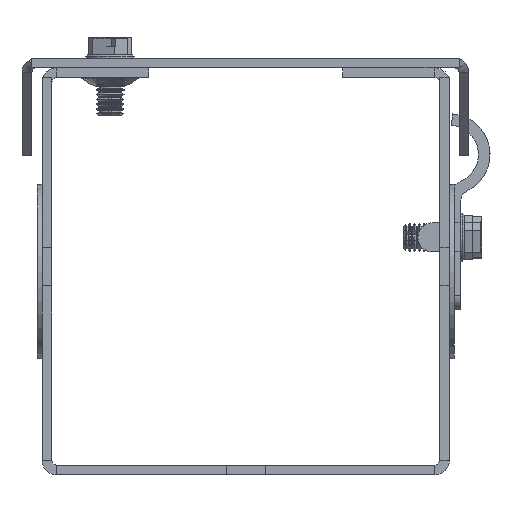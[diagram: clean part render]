
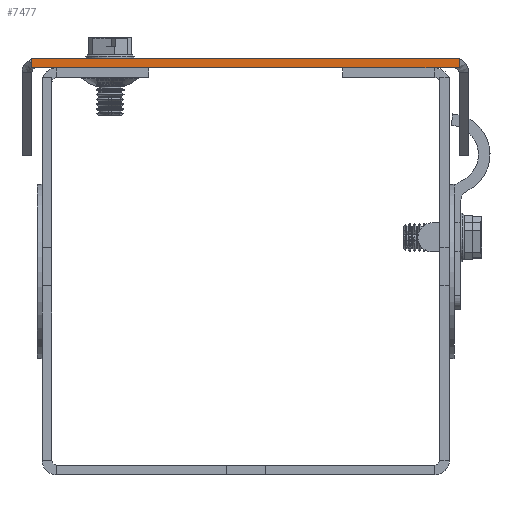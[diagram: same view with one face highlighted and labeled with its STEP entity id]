
A CAD part, left-side view. The second image highlights one B-rep face of the part: STEP entity #7477.
In plain terms, the highlighted face is planar.
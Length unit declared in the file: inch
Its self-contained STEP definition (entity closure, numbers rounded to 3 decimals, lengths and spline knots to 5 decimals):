
#650=LINE('',#12257,#1195);
#659=LINE('',#12275,#1204);
#678=LINE('',#12314,#1223);
#680=LINE('',#12319,#1225);
#1195=VECTOR('',#9870,2.755);
#1204=VECTOR('',#9887,2.755);
#1223=VECTOR('',#9930,0.0625);
#1225=VECTOR('',#9938,0.0625);
#1558=PLANE('',#8163);
#2235=FACE_OUTER_BOUND('',#2901,.T.);
#2901=EDGE_LOOP('',(#6305,#6306,#6307,#6308));
#3855=VERTEX_POINT('',#12254);
#3856=VERTEX_POINT('',#12256);
#3860=VERTEX_POINT('',#12272);
#3861=VERTEX_POINT('',#12274);
#4681=EDGE_CURVE('',#3856,#3855,#650,.T.);
#4690=EDGE_CURVE('',#3861,#3860,#659,.T.);
#4710=EDGE_CURVE('',#3861,#3855,#678,.T.);
#4712=EDGE_CURVE('',#3860,#3856,#680,.T.);
#6305=ORIENTED_EDGE('',*,*,#4681,.T.);
#6306=ORIENTED_EDGE('',*,*,#4710,.F.);
#6307=ORIENTED_EDGE('',*,*,#4690,.T.);
#6308=ORIENTED_EDGE('',*,*,#4712,.T.);
#7477=ADVANCED_FACE('',(#2235),#1558,.T.);
#8163=AXIS2_PLACEMENT_3D('',#12320,#9939,#9940);
#9870=DIRECTION('',(0.,-1.,0.));
#9887=DIRECTION('',(0.,1.,0.));
#9930=DIRECTION('',(0.,0.,1.));
#9938=DIRECTION('',(0.,0.,1.));
#9939=DIRECTION('center_axis',(1.,0.,0.));
#9940=DIRECTION('ref_axis',(0.,0.,-1.));
#12254=CARTESIAN_POINT('',(48.,0.,0.0625));
#12256=CARTESIAN_POINT('',(48.,2.755,0.0625));
#12257=CARTESIAN_POINT('',(48.,0.,0.0625));
#12272=CARTESIAN_POINT('',(48.,2.755,0.));
#12274=CARTESIAN_POINT('',(48.,0.,0.));
#12275=CARTESIAN_POINT('',(48.,0.,0.));
#12314=CARTESIAN_POINT('',(48.,0.,0.));
#12319=CARTESIAN_POINT('',(48.,2.755,0.));
#12320=CARTESIAN_POINT('Origin',(48.,2.755,0.));
